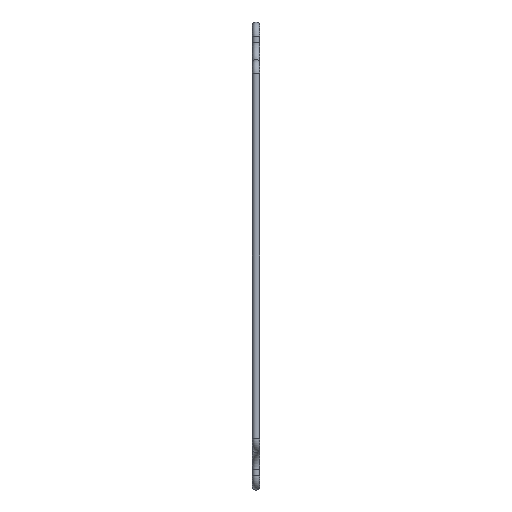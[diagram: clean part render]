
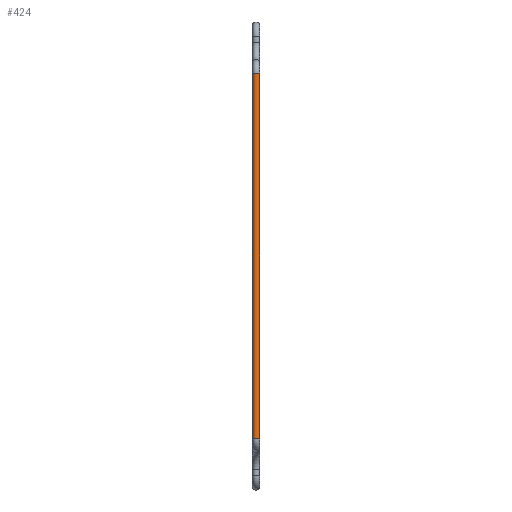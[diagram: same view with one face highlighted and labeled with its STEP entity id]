
A CAD part, left-side view. The second image highlights one B-rep face of the part: STEP entity #424.
In plain terms, the highlighted cylindrical face has radius 0.6 mm (diameter 1.2 mm), a full revolution.
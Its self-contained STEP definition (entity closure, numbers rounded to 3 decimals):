
#21 = EDGE_CURVE('',#22,#24,#26,.T.);
#22 = VERTEX_POINT('',#23);
#23 = CARTESIAN_POINT('',(-37.9,0.,-30.45));
#24 = VERTEX_POINT('',#25);
#25 = CARTESIAN_POINT('',(-38.5,-0.6,-30.45));
#26 = CIRCLE('',#27,0.6);
#27 = AXIS2_PLACEMENT_3D('',#28,#29,#30);
#28 = CARTESIAN_POINT('',(-38.5,0.,-30.45));
#29 = DIRECTION('',(0.,0.,1.));
#30 = DIRECTION('',(-0.,1.,0.));
#58 = EDGE_CURVE('',#24,#22,#59,.T.);
#59 = CIRCLE('',#60,0.6);
#60 = AXIS2_PLACEMENT_3D('',#61,#62,#63);
#61 = CARTESIAN_POINT('',(-38.5,0.,-30.45));
#62 = DIRECTION('',(0.,0.,1.));
#63 = DIRECTION('',(-0.,1.,0.));
#424 = ADVANCED_FACE('',(#425),#454,.T.);
#425 = FACE_BOUND('',#426,.T.);
#426 = EDGE_LOOP('',(#427,#428,#436,#445,#452,#453));
#427 = ORIENTED_EDGE('',*,*,#21,.T.);
#428 = ORIENTED_EDGE('',*,*,#429,.T.);
#429 = EDGE_CURVE('',#24,#430,#432,.T.);
#430 = VERTEX_POINT('',#431);
#431 = CARTESIAN_POINT('',(-38.5,-0.6,30.45));
#432 = LINE('',#433,#434);
#433 = CARTESIAN_POINT('',(-38.5,-0.6,30.45));
#434 = VECTOR('',#435,1.);
#435 = DIRECTION('',(0.,0.,1.));
#436 = ORIENTED_EDGE('',*,*,#437,.F.);
#437 = EDGE_CURVE('',#438,#430,#440,.T.);
#438 = VERTEX_POINT('',#439);
#439 = CARTESIAN_POINT('',(-37.9,0.,30.45));
#440 = CIRCLE('',#441,0.6);
#441 = AXIS2_PLACEMENT_3D('',#442,#443,#444);
#442 = CARTESIAN_POINT('',(-38.5,0.,30.45));
#443 = DIRECTION('',(0.,0.,1.));
#444 = DIRECTION('',(0.,1.,0.));
#445 = ORIENTED_EDGE('',*,*,#446,.F.);
#446 = EDGE_CURVE('',#430,#438,#447,.T.);
#447 = CIRCLE('',#448,0.6);
#448 = AXIS2_PLACEMENT_3D('',#449,#450,#451);
#449 = CARTESIAN_POINT('',(-38.5,0.,30.45));
#450 = DIRECTION('',(0.,0.,1.));
#451 = DIRECTION('',(0.,1.,0.));
#452 = ORIENTED_EDGE('',*,*,#429,.F.);
#453 = ORIENTED_EDGE('',*,*,#58,.T.);
#454 = CYLINDRICAL_SURFACE('',#455,0.6);
#455 = AXIS2_PLACEMENT_3D('',#456,#457,#458);
#456 = CARTESIAN_POINT('',(-38.5,0.,30.45));
#457 = DIRECTION('',(0.,0.,1.));
#458 = DIRECTION('',(0.,1.,0.));
